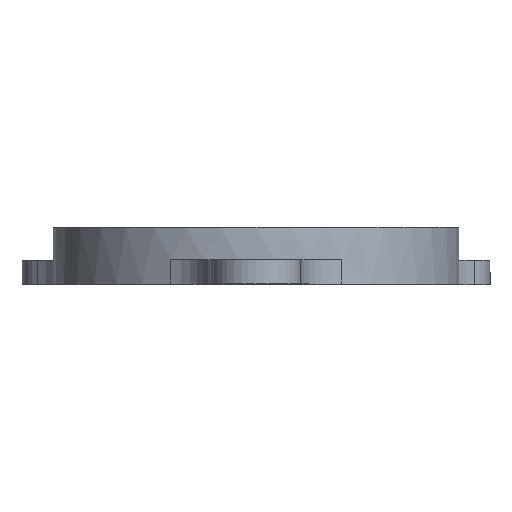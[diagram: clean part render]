
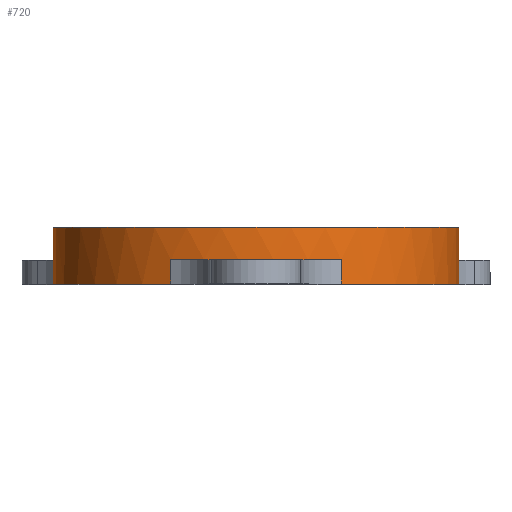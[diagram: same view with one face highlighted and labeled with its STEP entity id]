
A CAD part, top view. The second image highlights one B-rep face of the part: STEP entity #720.
In plain terms, the highlighted cylindrical face has radius 25 mm (diameter 50 mm), a partial arc.
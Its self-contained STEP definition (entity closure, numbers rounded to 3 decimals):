
#26 = CARTESIAN_POINT ( 'NONE',  ( 0., -3., 0. ) ) ;
#42 = ORIENTED_EDGE ( 'NONE', *, *, #245, .T. ) ;
#60 = DIRECTION ( 'NONE',  ( 0., -1., 0. ) ) ;
#66 = ORIENTED_EDGE ( 'NONE', *, *, #703, .F. ) ;
#72 = CARTESIAN_POINT ( 'NONE',  ( -10.492, 0., 22.692 ) ) ;
#80 = DIRECTION ( 'NONE',  ( 0., -1., 0. ) ) ;
#81 = CARTESIAN_POINT ( 'NONE',  ( 0., -3., 0. ) ) ;
#98 = AXIS2_PLACEMENT_3D ( 'NONE', #675, #60, #591 ) ;
#126 = EDGE_LOOP ( 'NONE', ( #618, #42, #127, #439, #66, #276, #449, #654 ) ) ;
#127 = ORIENTED_EDGE ( 'NONE', *, *, #860, .F. ) ;
#140 = DIRECTION ( 'NONE',  ( 0., 1., 0. ) ) ;
#149 = CIRCLE ( 'NONE', #222, 25. ) ;
#156 = EDGE_CURVE ( 'NONE', #843, #399, #409, .T. ) ;
#199 = CARTESIAN_POINT ( 'NONE',  ( 0., 4., 0. ) ) ;
#222 = AXIS2_PLACEMENT_3D ( 'NONE', #81, #420, #363 ) ;
#237 = AXIS2_PLACEMENT_3D ( 'NONE', #26, #543, #558 ) ;
#245 = EDGE_CURVE ( 'NONE', #456, #536, #714, .T. ) ;
#267 = CARTESIAN_POINT ( 'NONE',  ( -25., 4., 0. ) ) ;
#274 = LINE ( 'NONE', #323, #813 ) ;
#276 = ORIENTED_EDGE ( 'NONE', *, *, #705, .F. ) ;
#300 = CARTESIAN_POINT ( 'NONE',  ( -10.492, -3., 22.692 ) ) ;
#317 = CARTESIAN_POINT ( 'NONE',  ( 0., 0., 0. ) ) ;
#323 = CARTESIAN_POINT ( 'NONE',  ( 10.492, -13., 22.692 ) ) ;
#363 = DIRECTION ( 'NONE',  ( -1., 0., 0. ) ) ;
#365 = DIRECTION ( 'NONE',  ( 0., -1., 0. ) ) ;
#396 = DIRECTION ( 'NONE',  ( 1., 0., 0. ) ) ;
#399 = VERTEX_POINT ( 'NONE', #72 ) ;
#408 = FACE_OUTER_BOUND ( 'NONE', #126, .T. ) ;
#409 = LINE ( 'NONE', #468, #764 ) ;
#410 = VERTEX_POINT ( 'NONE', #590 ) ;
#420 = DIRECTION ( 'NONE',  ( 0., -1., 0. ) ) ;
#439 = ORIENTED_EDGE ( 'NONE', *, *, #156, .T. ) ;
#449 = ORIENTED_EDGE ( 'NONE', *, *, #790, .T. ) ;
#453 = CYLINDRICAL_SURFACE ( 'NONE', #98, 25. ) ;
#456 = VERTEX_POINT ( 'NONE', #267 ) ;
#468 = CARTESIAN_POINT ( 'NONE',  ( -10.492, -13., 22.692 ) ) ;
#475 = CARTESIAN_POINT ( 'NONE',  ( 25., -3., 0. ) ) ;
#478 = VERTEX_POINT ( 'NONE', #518 ) ;
#485 = CARTESIAN_POINT ( 'NONE',  ( 25., 4., 0. ) ) ;
#488 = VERTEX_POINT ( 'NONE', #475 ) ;
#496 = CARTESIAN_POINT ( 'NONE',  ( -25., -3., 0. ) ) ;
#502 = CIRCLE ( 'NONE', #237, 25. ) ;
#506 = VECTOR ( 'NONE', #80, 1000. ) ;
#518 = CARTESIAN_POINT ( 'NONE',  ( 10.492, -3., 22.692 ) ) ;
#534 = DIRECTION ( 'NONE',  ( 0., -1., 0. ) ) ;
#536 = VERTEX_POINT ( 'NONE', #496 ) ;
#541 = EDGE_CURVE ( 'NONE', #785, #488, #700, .T. ) ;
#543 = DIRECTION ( 'NONE',  ( 0., 1., 0. ) ) ;
#555 = CIRCLE ( 'NONE', #706, 25. ) ;
#558 = DIRECTION ( 'NONE',  ( -1., 0., 0. ) ) ;
#562 = CARTESIAN_POINT ( 'NONE',  ( 25., -906.067, 0. ) ) ;
#590 = CARTESIAN_POINT ( 'NONE',  ( 10.492, 0., 22.692 ) ) ;
#591 = DIRECTION ( 'NONE',  ( 1., 0., 0. ) ) ;
#618 = ORIENTED_EDGE ( 'NONE', *, *, #676, .T. ) ;
#631 = AXIS2_PLACEMENT_3D ( 'NONE', #317, #748, #664 ) ;
#654 = ORIENTED_EDGE ( 'NONE', *, *, #541, .F. ) ;
#664 = DIRECTION ( 'NONE',  ( 1., 0., 0. ) ) ;
#675 = CARTESIAN_POINT ( 'NONE',  ( 0., -906.067, 0. ) ) ;
#676 = EDGE_CURVE ( 'NONE', #785, #456, #555, .T. ) ;
#691 = DIRECTION ( 'NONE',  ( 0., 1., 0. ) ) ;
#700 = LINE ( 'NONE', #562, #506 ) ;
#703 = EDGE_CURVE ( 'NONE', #410, #399, #830, .T. ) ;
#705 = EDGE_CURVE ( 'NONE', #478, #410, #274, .T. ) ;
#706 = AXIS2_PLACEMENT_3D ( 'NONE', #199, #534, #396 ) ;
#714 = LINE ( 'NONE', #849, #721 ) ;
#720 = ADVANCED_FACE ( 'NONE', ( #408 ), #453, .T. ) ;
#721 = VECTOR ( 'NONE', #365, 1000. ) ;
#748 = DIRECTION ( 'NONE',  ( 0., -1., 0. ) ) ;
#764 = VECTOR ( 'NONE', #691, 1000. ) ;
#785 = VERTEX_POINT ( 'NONE', #485 ) ;
#790 = EDGE_CURVE ( 'NONE', #478, #488, #502, .T. ) ;
#813 = VECTOR ( 'NONE', #140, 1000. ) ;
#830 = CIRCLE ( 'NONE', #631, 25. ) ;
#843 = VERTEX_POINT ( 'NONE', #300 ) ;
#849 = CARTESIAN_POINT ( 'NONE',  ( -25., -906.067, 0. ) ) ;
#860 = EDGE_CURVE ( 'NONE', #843, #536, #149, .T. ) ;
